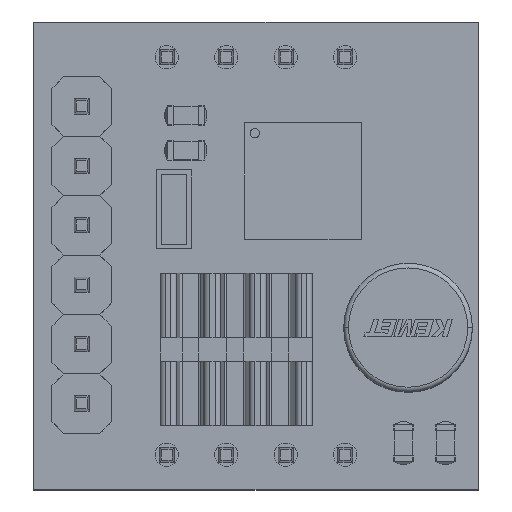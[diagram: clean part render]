
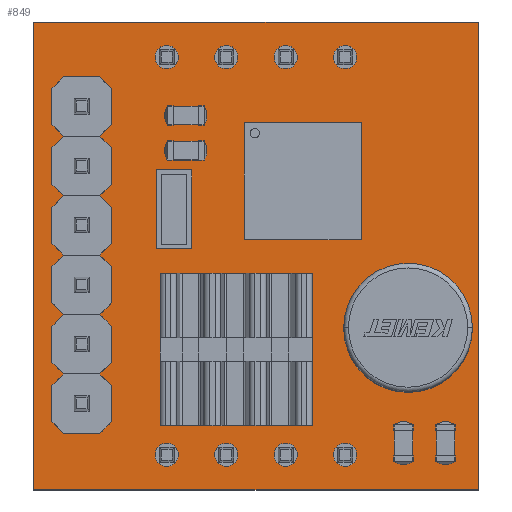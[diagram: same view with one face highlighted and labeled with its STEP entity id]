
A CAD part, top view. The second image highlights one B-rep face of the part: STEP entity #849.
In plain terms, the highlighted planar face has unit normal (0, 0, 1).
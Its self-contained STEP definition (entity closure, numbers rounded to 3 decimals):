
#144 = VERTEX_POINT('',#145);
#145 = CARTESIAN_POINT('',(0.,0.,1.655));
#151 = EDGE_CURVE('',#144,#152,#154,.T.);
#152 = VERTEX_POINT('',#153);
#153 = CARTESIAN_POINT('',(19.001,0.,1.655));
#154 = LINE('',#155,#156);
#155 = CARTESIAN_POINT('',(0.,0.,1.655));
#156 = VECTOR('',#157,1.);
#157 = DIRECTION('',(1.,0.,0.));
#182 = EDGE_CURVE('',#152,#183,#185,.T.);
#183 = VERTEX_POINT('',#184);
#184 = CARTESIAN_POINT('',(19.,20.,1.655));
#185 = LINE('',#186,#187);
#186 = CARTESIAN_POINT('',(19.001,0.,1.655));
#187 = VECTOR('',#188,1.);
#188 = DIRECTION('',(0.,1.,0.));
#213 = EDGE_CURVE('',#183,#214,#216,.T.);
#214 = VERTEX_POINT('',#215);
#215 = CARTESIAN_POINT('',(0.,20.,1.655));
#216 = LINE('',#217,#218);
#217 = CARTESIAN_POINT('',(19.,20.,1.655));
#218 = VECTOR('',#219,1.);
#219 = DIRECTION('',(-1.,0.,0.));
#244 = EDGE_CURVE('',#214,#144,#245,.T.);
#245 = LINE('',#246,#247);
#246 = CARTESIAN_POINT('',(0.,20.,1.655));
#247 = VECTOR('',#248,1.);
#248 = DIRECTION('',(0.,-1.,0.));
#268 = VERTEX_POINT('',#269);
#269 = CARTESIAN_POINT('',(2.548,6.223,1.655));
#275 = EDGE_CURVE('',#268,#268,#276,.T.);
#276 = CIRCLE('',#277,0.5);
#277 = AXIS2_PLACEMENT_3D('',#278,#279,#280);
#278 = CARTESIAN_POINT('',(2.048,6.223,1.655));
#279 = DIRECTION('',(0.,0.,1.));
#280 = DIRECTION('',(1.,0.,0.));
#301 = VERTEX_POINT('',#302);
#302 = CARTESIAN_POINT('',(2.548,8.763,1.655));
#308 = EDGE_CURVE('',#301,#301,#309,.T.);
#309 = CIRCLE('',#310,0.5);
#310 = AXIS2_PLACEMENT_3D('',#311,#312,#313);
#311 = CARTESIAN_POINT('',(2.048,8.763,1.655));
#312 = DIRECTION('',(0.,0.,1.));
#313 = DIRECTION('',(1.,0.,0.));
#334 = VERTEX_POINT('',#335);
#335 = CARTESIAN_POINT('',(6.19,1.5,1.655));
#341 = EDGE_CURVE('',#334,#334,#342,.T.);
#342 = CIRCLE('',#343,0.5);
#343 = AXIS2_PLACEMENT_3D('',#344,#345,#346);
#344 = CARTESIAN_POINT('',(5.69,1.5,1.655));
#345 = DIRECTION('',(0.,0.,1.));
#346 = DIRECTION('',(1.,0.,0.));
#367 = VERTEX_POINT('',#368);
#368 = CARTESIAN_POINT('',(2.548,3.683,1.655));
#374 = EDGE_CURVE('',#367,#367,#375,.T.);
#375 = CIRCLE('',#376,0.5);
#376 = AXIS2_PLACEMENT_3D('',#377,#378,#379);
#377 = CARTESIAN_POINT('',(2.048,3.683,1.655));
#378 = DIRECTION('',(0.,0.,1.));
#379 = DIRECTION('',(1.,0.,0.));
#400 = VERTEX_POINT('',#401);
#401 = CARTESIAN_POINT('',(2.548,11.303,1.655));
#407 = EDGE_CURVE('',#400,#400,#408,.T.);
#408 = CIRCLE('',#409,0.5);
#409 = AXIS2_PLACEMENT_3D('',#410,#411,#412);
#410 = CARTESIAN_POINT('',(2.048,11.303,1.655));
#411 = DIRECTION('',(0.,0.,1.));
#412 = DIRECTION('',(1.,0.,0.));
#433 = VERTEX_POINT('',#434);
#434 = CARTESIAN_POINT('',(2.548,13.843,1.655));
#440 = EDGE_CURVE('',#433,#433,#441,.T.);
#441 = CIRCLE('',#442,0.5);
#442 = AXIS2_PLACEMENT_3D('',#443,#444,#445);
#443 = CARTESIAN_POINT('',(2.048,13.843,1.655));
#444 = DIRECTION('',(0.,0.,1.));
#445 = DIRECTION('',(1.,0.,0.));
#466 = VERTEX_POINT('',#467);
#467 = CARTESIAN_POINT('',(2.548,16.383,1.655));
#473 = EDGE_CURVE('',#466,#466,#474,.T.);
#474 = CIRCLE('',#475,0.5);
#475 = AXIS2_PLACEMENT_3D('',#476,#477,#478);
#476 = CARTESIAN_POINT('',(2.048,16.383,1.655));
#477 = DIRECTION('',(0.,0.,1.));
#478 = DIRECTION('',(1.,0.,0.));
#499 = VERTEX_POINT('',#500);
#500 = CARTESIAN_POINT('',(6.19,18.5,1.655));
#506 = EDGE_CURVE('',#499,#499,#507,.T.);
#507 = CIRCLE('',#508,0.5);
#508 = AXIS2_PLACEMENT_3D('',#509,#510,#511);
#509 = CARTESIAN_POINT('',(5.69,18.5,1.655));
#510 = DIRECTION('',(0.,0.,1.));
#511 = DIRECTION('',(1.,0.,0.));
#532 = VERTEX_POINT('',#533);
#533 = CARTESIAN_POINT('',(11.27,1.5,1.655));
#539 = EDGE_CURVE('',#532,#532,#540,.T.);
#540 = CIRCLE('',#541,0.5);
#541 = AXIS2_PLACEMENT_3D('',#542,#543,#544);
#542 = CARTESIAN_POINT('',(10.77,1.5,1.655));
#543 = DIRECTION('',(0.,0.,1.));
#544 = DIRECTION('',(1.,0.,0.));
#565 = VERTEX_POINT('',#566);
#566 = CARTESIAN_POINT('',(8.73,1.5,1.655));
#572 = EDGE_CURVE('',#565,#565,#573,.T.);
#573 = CIRCLE('',#574,0.5);
#574 = AXIS2_PLACEMENT_3D('',#575,#576,#577);
#575 = CARTESIAN_POINT('',(8.23,1.5,1.655));
#576 = DIRECTION('',(0.,0.,1.));
#577 = DIRECTION('',(1.,0.,0.));
#598 = VERTEX_POINT('',#599);
#599 = CARTESIAN_POINT('',(13.81,1.5,1.655));
#605 = EDGE_CURVE('',#598,#598,#606,.T.);
#606 = CIRCLE('',#607,0.5);
#607 = AXIS2_PLACEMENT_3D('',#608,#609,#610);
#608 = CARTESIAN_POINT('',(13.31,1.5,1.655));
#609 = DIRECTION('',(0.,0.,1.));
#610 = DIRECTION('',(1.,0.,0.));
#631 = VERTEX_POINT('',#632);
#632 = CARTESIAN_POINT('',(16.35,6.,1.655));
#638 = EDGE_CURVE('',#631,#631,#639,.T.);
#639 = CIRCLE('',#640,0.35);
#640 = AXIS2_PLACEMENT_3D('',#641,#642,#643);
#641 = CARTESIAN_POINT('',(16.,6.,1.655));
#642 = DIRECTION('',(0.,0.,1.));
#643 = DIRECTION('',(1.,0.,0.));
#664 = VERTEX_POINT('',#665);
#665 = CARTESIAN_POINT('',(11.27,18.5,1.655));
#671 = EDGE_CURVE('',#664,#664,#672,.T.);
#672 = CIRCLE('',#673,0.5);
#673 = AXIS2_PLACEMENT_3D('',#674,#675,#676);
#674 = CARTESIAN_POINT('',(10.77,18.5,1.655));
#675 = DIRECTION('',(0.,0.,1.));
#676 = DIRECTION('',(1.,0.,0.));
#697 = VERTEX_POINT('',#698);
#698 = CARTESIAN_POINT('',(8.73,18.5,1.655));
#704 = EDGE_CURVE('',#697,#697,#705,.T.);
#705 = CIRCLE('',#706,0.5);
#706 = AXIS2_PLACEMENT_3D('',#707,#708,#709);
#707 = CARTESIAN_POINT('',(8.23,18.5,1.655));
#708 = DIRECTION('',(0.,0.,1.));
#709 = DIRECTION('',(1.,0.,0.));
#730 = VERTEX_POINT('',#731);
#731 = CARTESIAN_POINT('',(16.35,8.,1.655));
#737 = EDGE_CURVE('',#730,#730,#738,.T.);
#738 = CIRCLE('',#739,0.35);
#739 = AXIS2_PLACEMENT_3D('',#740,#741,#742);
#740 = CARTESIAN_POINT('',(16.,8.,1.655));
#741 = DIRECTION('',(0.,0.,1.));
#742 = DIRECTION('',(1.,0.,0.));
#763 = VERTEX_POINT('',#764);
#764 = CARTESIAN_POINT('',(13.81,18.5,1.655));
#770 = EDGE_CURVE('',#763,#763,#771,.T.);
#771 = CIRCLE('',#772,0.5);
#772 = AXIS2_PLACEMENT_3D('',#773,#774,#775);
#773 = CARTESIAN_POINT('',(13.31,18.5,1.655));
#774 = DIRECTION('',(0.,0.,1.));
#775 = DIRECTION('',(1.,0.,0.));
#849 = ADVANCED_FACE('',(#850,#856,#859,#862,#865,#868,#871,#874,#877,
    #880,#883,#886,#889,#892,#895,#898,#901),#904,.F.);
#850 = FACE_BOUND('',#851,.T.);
#851 = EDGE_LOOP('',(#852,#853,#854,#855));
#852 = ORIENTED_EDGE('',*,*,#151,.T.);
#853 = ORIENTED_EDGE('',*,*,#182,.T.);
#854 = ORIENTED_EDGE('',*,*,#213,.T.);
#855 = ORIENTED_EDGE('',*,*,#244,.T.);
#856 = FACE_BOUND('',#857,.F.);
#857 = EDGE_LOOP('',(#858));
#858 = ORIENTED_EDGE('',*,*,#275,.T.);
#859 = FACE_BOUND('',#860,.F.);
#860 = EDGE_LOOP('',(#861));
#861 = ORIENTED_EDGE('',*,*,#308,.T.);
#862 = FACE_BOUND('',#863,.F.);
#863 = EDGE_LOOP('',(#864));
#864 = ORIENTED_EDGE('',*,*,#341,.T.);
#865 = FACE_BOUND('',#866,.F.);
#866 = EDGE_LOOP('',(#867));
#867 = ORIENTED_EDGE('',*,*,#374,.T.);
#868 = FACE_BOUND('',#869,.F.);
#869 = EDGE_LOOP('',(#870));
#870 = ORIENTED_EDGE('',*,*,#407,.T.);
#871 = FACE_BOUND('',#872,.F.);
#872 = EDGE_LOOP('',(#873));
#873 = ORIENTED_EDGE('',*,*,#440,.T.);
#874 = FACE_BOUND('',#875,.F.);
#875 = EDGE_LOOP('',(#876));
#876 = ORIENTED_EDGE('',*,*,#473,.T.);
#877 = FACE_BOUND('',#878,.F.);
#878 = EDGE_LOOP('',(#879));
#879 = ORIENTED_EDGE('',*,*,#506,.T.);
#880 = FACE_BOUND('',#881,.F.);
#881 = EDGE_LOOP('',(#882));
#882 = ORIENTED_EDGE('',*,*,#539,.T.);
#883 = FACE_BOUND('',#884,.F.);
#884 = EDGE_LOOP('',(#885));
#885 = ORIENTED_EDGE('',*,*,#572,.T.);
#886 = FACE_BOUND('',#887,.F.);
#887 = EDGE_LOOP('',(#888));
#888 = ORIENTED_EDGE('',*,*,#605,.T.);
#889 = FACE_BOUND('',#890,.F.);
#890 = EDGE_LOOP('',(#891));
#891 = ORIENTED_EDGE('',*,*,#638,.T.);
#892 = FACE_BOUND('',#893,.F.);
#893 = EDGE_LOOP('',(#894));
#894 = ORIENTED_EDGE('',*,*,#671,.T.);
#895 = FACE_BOUND('',#896,.F.);
#896 = EDGE_LOOP('',(#897));
#897 = ORIENTED_EDGE('',*,*,#704,.T.);
#898 = FACE_BOUND('',#899,.F.);
#899 = EDGE_LOOP('',(#900));
#900 = ORIENTED_EDGE('',*,*,#737,.T.);
#901 = FACE_BOUND('',#902,.F.);
#902 = EDGE_LOOP('',(#903));
#903 = ORIENTED_EDGE('',*,*,#770,.T.);
#904 = PLANE('',#905);
#905 = AXIS2_PLACEMENT_3D('',#906,#907,#908);
#906 = CARTESIAN_POINT('',(0.,0.,1.655));
#907 = DIRECTION('',(0.,0.,-1.));
#908 = DIRECTION('',(-1.,0.,0.));
